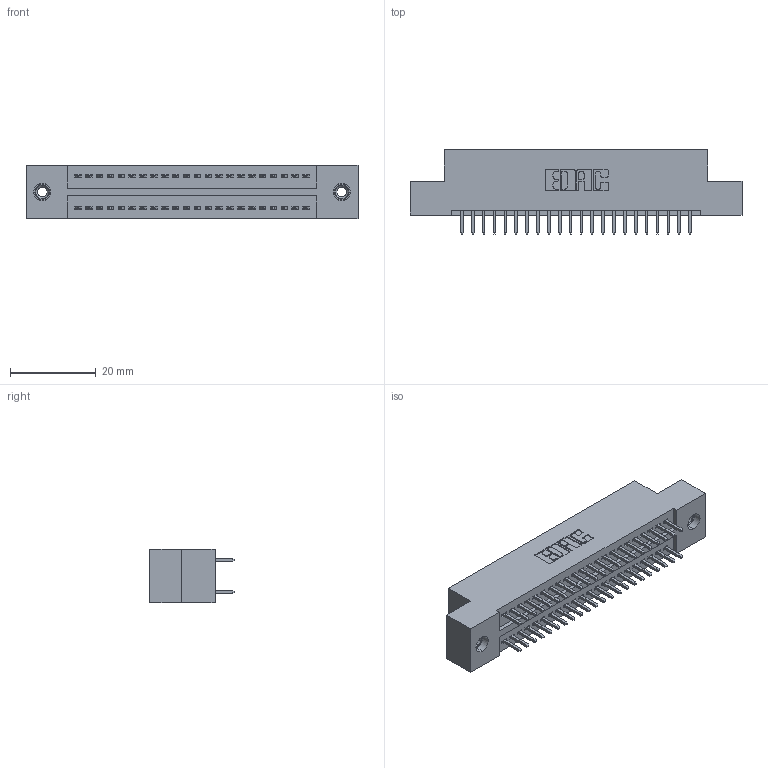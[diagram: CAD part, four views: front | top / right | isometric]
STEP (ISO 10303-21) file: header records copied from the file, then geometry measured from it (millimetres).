
FILE_DESCRIPTION (( 'STEP AP203' ), '1' );
FILE_NAME ('325-044-520-208.STEP', '2020-02-24T22:26:29', ( '' ), ( '' ), 'SwSTEP 2.0', 'SolidWorks 2016', '' );
FILE_SCHEMA (( 'CONFIG_CONTROL_DESIGN' ));
Length unit declared in the file: inch
Products named in the file (4): 325-292-001_325-293-120; 325-044-520-208; 325 Part_TI; 345-250-001_345-250-003-102
Assembly tree (47 placements, depth 2):
  325-044-520-208
    325 Part_TI
    325-292-001_325-293-120  x44
    345-250-001_345-250-003-102  x2
Bounding box: 77.6 x 19.68 x 12.45 mm (x, y, z)
Volume: 9824.8 mm3; surface area: 11342.2 mm2
Topology: 47 solids, 47 shells, 2462 faces, 7267 edges, 4778 vertices
Faces by surface type: plane 1686, cylinder 760, cone 12, torus 4
Entity records: 17944 total; most frequent: CARTESIAN_POINT 2981, ORIENTED_EDGE 2910, DIRECTION 2613, EDGE_CURVE 1455, LINE 1307, VECTOR 1307, VERTEX_POINT 964, AXIS2_PLACEMENT_3D 653
